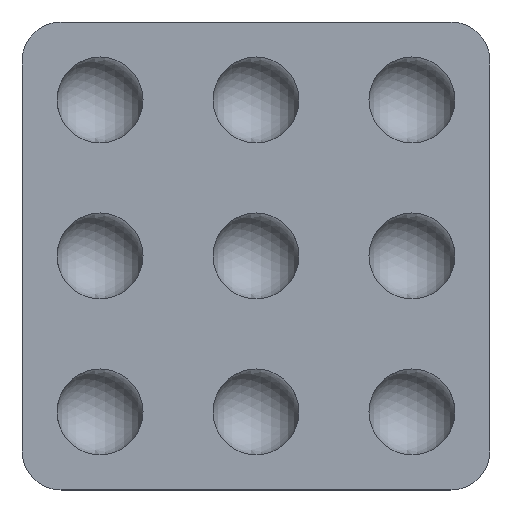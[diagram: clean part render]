
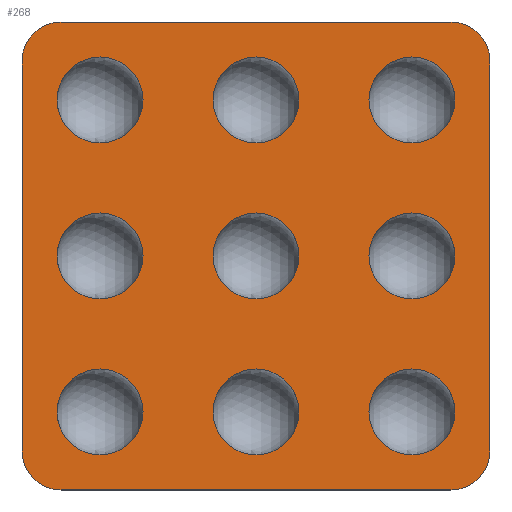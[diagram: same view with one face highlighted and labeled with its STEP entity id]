
A CAD part, top view. The second image highlights one B-rep face of the part: STEP entity #268.
In plain terms, the highlighted planar face has unit normal (0, 0, 1).
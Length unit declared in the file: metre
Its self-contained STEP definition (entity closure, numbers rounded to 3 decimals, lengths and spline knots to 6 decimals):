
#22=CIRCLE('',#295,0.00635);
#24=CIRCLE('',#299,0.00635);
#26=CIRCLE('',#303,0.00635);
#28=CIRCLE('',#307,0.00635);
#29=CIRCLE('',#309,0.007);
#30=CIRCLE('',#310,0.007);
#31=CIRCLE('',#311,0.007);
#32=CIRCLE('',#312,0.007);
#33=CIRCLE('',#313,0.007);
#34=CIRCLE('',#314,0.007);
#35=CIRCLE('',#315,0.007);
#36=CIRCLE('',#316,0.007);
#37=CIRCLE('',#317,0.007);
#74=ORIENTED_EDGE('',*,*,#132,.F.);
#75=ORIENTED_EDGE('',*,*,#133,.F.);
#76=ORIENTED_EDGE('',*,*,#134,.F.);
#77=ORIENTED_EDGE('',*,*,#135,.F.);
#78=ORIENTED_EDGE('',*,*,#136,.F.);
#79=ORIENTED_EDGE('',*,*,#137,.F.);
#80=ORIENTED_EDGE('',*,*,#138,.F.);
#81=ORIENTED_EDGE('',*,*,#139,.F.);
#82=ORIENTED_EDGE('',*,*,#140,.F.);
#83=ORIENTED_EDGE('',*,*,#110,.F.);
#84=ORIENTED_EDGE('',*,*,#114,.T.);
#85=ORIENTED_EDGE('',*,*,#117,.T.);
#86=ORIENTED_EDGE('',*,*,#120,.T.);
#87=ORIENTED_EDGE('',*,*,#123,.T.);
#88=ORIENTED_EDGE('',*,*,#126,.T.);
#89=ORIENTED_EDGE('',*,*,#129,.F.);
#90=ORIENTED_EDGE('',*,*,#131,.T.);
#110=EDGE_CURVE('',#143,#144,#168,.T.);
#114=EDGE_CURVE('',#143,#146,#22,.T.);
#117=EDGE_CURVE('',#146,#148,#173,.T.);
#120=EDGE_CURVE('',#148,#150,#24,.T.);
#123=EDGE_CURVE('',#150,#152,#177,.T.);
#126=EDGE_CURVE('',#152,#154,#26,.T.);
#129=EDGE_CURVE('',#156,#154,#181,.T.);
#131=EDGE_CURVE('',#156,#144,#28,.T.);
#132=EDGE_CURVE('',#157,#157,#29,.T.);
#133=EDGE_CURVE('',#158,#158,#30,.T.);
#134=EDGE_CURVE('',#159,#159,#31,.T.);
#135=EDGE_CURVE('',#160,#160,#32,.T.);
#136=EDGE_CURVE('',#161,#161,#33,.T.);
#137=EDGE_CURVE('',#162,#162,#34,.T.);
#138=EDGE_CURVE('',#163,#163,#35,.T.);
#139=EDGE_CURVE('',#164,#164,#36,.T.);
#140=EDGE_CURVE('',#165,#165,#37,.T.);
#143=VERTEX_POINT('',#424);
#144=VERTEX_POINT('',#426);
#146=VERTEX_POINT('',#432);
#148=VERTEX_POINT('',#438);
#150=VERTEX_POINT('',#444);
#152=VERTEX_POINT('',#450);
#154=VERTEX_POINT('',#456);
#156=VERTEX_POINT('',#462);
#157=VERTEX_POINT('',#469);
#158=VERTEX_POINT('',#471);
#159=VERTEX_POINT('',#473);
#160=VERTEX_POINT('',#475);
#161=VERTEX_POINT('',#477);
#162=VERTEX_POINT('',#479);
#163=VERTEX_POINT('',#481);
#164=VERTEX_POINT('',#483);
#165=VERTEX_POINT('',#485);
#168=LINE('',#425,#184);
#173=LINE('',#439,#189);
#177=LINE('',#451,#193);
#181=LINE('',#463,#197);
#184=VECTOR('',#334,1.);
#189=VECTOR('',#347,1.);
#193=VECTOR('',#359,1.);
#197=VECTOR('',#371,1.);
#206=EDGE_LOOP('',(#74));
#207=EDGE_LOOP('',(#75));
#208=EDGE_LOOP('',(#76));
#209=EDGE_LOOP('',(#77));
#210=EDGE_LOOP('',(#78));
#211=EDGE_LOOP('',(#79));
#212=EDGE_LOOP('',(#80));
#213=EDGE_LOOP('',(#81));
#214=EDGE_LOOP('',(#82));
#215=EDGE_LOOP('',(#83,#84,#85,#86,#87,#88,#89,#90));
#234=FACE_BOUND('',#206,.T.);
#235=FACE_BOUND('',#207,.T.);
#236=FACE_BOUND('',#208,.T.);
#237=FACE_BOUND('',#209,.T.);
#238=FACE_BOUND('',#210,.T.);
#239=FACE_BOUND('',#211,.T.);
#240=FACE_BOUND('',#212,.T.);
#241=FACE_BOUND('',#213,.T.);
#242=FACE_BOUND('',#214,.T.);
#243=FACE_BOUND('',#215,.T.);
#258=PLANE('',#308);
#268=ADVANCED_FACE('',(#234,#235,#236,#237,#238,#239,#240,#241,#242,#243),
#258,.T.);
#295=AXIS2_PLACEMENT_3D('',#433,#341,#342);
#299=AXIS2_PLACEMENT_3D('',#445,#353,#354);
#303=AXIS2_PLACEMENT_3D('',#457,#365,#366);
#307=AXIS2_PLACEMENT_3D('',#466,#376,#377);
#308=AXIS2_PLACEMENT_3D('',#467,#378,#379);
#309=AXIS2_PLACEMENT_3D('',#468,#380,#381);
#310=AXIS2_PLACEMENT_3D('',#470,#382,#383);
#311=AXIS2_PLACEMENT_3D('',#472,#384,#385);
#312=AXIS2_PLACEMENT_3D('',#474,#386,#387);
#313=AXIS2_PLACEMENT_3D('',#476,#388,#389);
#314=AXIS2_PLACEMENT_3D('',#478,#390,#391);
#315=AXIS2_PLACEMENT_3D('',#480,#392,#393);
#316=AXIS2_PLACEMENT_3D('',#482,#394,#395);
#317=AXIS2_PLACEMENT_3D('',#484,#396,#397);
#334=DIRECTION('',(0.,-1.,0.));
#341=DIRECTION('',(0.,0.,1.));
#342=DIRECTION('',(1.,0.,0.));
#347=DIRECTION('',(-1.,0.,0.));
#353=DIRECTION('',(0.,0.,1.));
#354=DIRECTION('',(1.,0.,0.));
#359=DIRECTION('',(0.,-1.,0.));
#365=DIRECTION('',(0.,0.,1.));
#366=DIRECTION('',(1.,0.,0.));
#371=DIRECTION('',(-1.,0.,0.));
#376=DIRECTION('',(0.,0.,1.));
#377=DIRECTION('',(1.,0.,0.));
#378=DIRECTION('',(0.,0.,1.));
#379=DIRECTION('',(1.,0.,0.));
#380=DIRECTION('',(0.,0.,1.));
#381=DIRECTION('',(1.,0.,0.));
#382=DIRECTION('',(0.,0.,1.));
#383=DIRECTION('',(1.,0.,0.));
#384=DIRECTION('',(0.,0.,1.));
#385=DIRECTION('',(1.,0.,0.));
#386=DIRECTION('',(0.,0.,1.));
#387=DIRECTION('',(1.,0.,0.));
#388=DIRECTION('',(0.,0.,1.));
#389=DIRECTION('',(1.,0.,0.));
#390=DIRECTION('',(0.,0.,1.));
#391=DIRECTION('',(1.,0.,0.));
#392=DIRECTION('',(0.,0.,1.));
#393=DIRECTION('',(1.,0.,0.));
#394=DIRECTION('',(0.,0.,1.));
#395=DIRECTION('',(1.,0.,0.));
#396=DIRECTION('',(0.,0.,1.));
#397=DIRECTION('',(1.,0.,0.));
#424=CARTESIAN_POINT('',(0.0381,0.03175,0.01));
#425=CARTESIAN_POINT('',(0.0381,0.,0.01));
#426=CARTESIAN_POINT('',(0.0381,-0.03175,0.01));
#432=CARTESIAN_POINT('',(0.03175,0.0381,0.01));
#433=CARTESIAN_POINT('',(0.03175,0.03175,0.01));
#438=CARTESIAN_POINT('',(-0.03175,0.0381,0.01));
#439=CARTESIAN_POINT('',(0.,0.0381,0.01));
#444=CARTESIAN_POINT('',(-0.0381,0.03175,0.01));
#445=CARTESIAN_POINT('',(-0.03175,0.03175,0.01));
#450=CARTESIAN_POINT('',(-0.0381,-0.03175,0.01));
#451=CARTESIAN_POINT('',(-0.0381,0.,0.01));
#456=CARTESIAN_POINT('',(-0.03175,-0.0381,0.01));
#457=CARTESIAN_POINT('',(-0.03175,-0.03175,0.01));
#462=CARTESIAN_POINT('',(0.03175,-0.0381,0.01));
#463=CARTESIAN_POINT('',(0.,-0.0381,0.01));
#466=CARTESIAN_POINT('',(0.03175,-0.03175,0.01));
#467=CARTESIAN_POINT('',(0.,0.,0.01));
#468=CARTESIAN_POINT('',(0.0254,-0.0254,0.01));
#469=CARTESIAN_POINT('',(0.0324,-0.0254,0.01));
#470=CARTESIAN_POINT('',(0.,-0.0254,0.01));
#471=CARTESIAN_POINT('',(0.007,-0.0254,0.01));
#472=CARTESIAN_POINT('',(-0.0254,-0.0254,0.01));
#473=CARTESIAN_POINT('',(-0.0184,-0.0254,0.01));
#474=CARTESIAN_POINT('',(0.0254,0.,0.01));
#475=CARTESIAN_POINT('',(0.0324,0.,0.01));
#476=CARTESIAN_POINT('',(0.,0.,0.01));
#477=CARTESIAN_POINT('',(0.007,0.,0.01));
#478=CARTESIAN_POINT('',(-0.0254,0.,0.01));
#479=CARTESIAN_POINT('',(-0.0184,0.,0.01));
#480=CARTESIAN_POINT('',(0.0254,0.0254,0.01));
#481=CARTESIAN_POINT('',(0.0324,0.0254,0.01));
#482=CARTESIAN_POINT('',(0.,0.0254,0.01));
#483=CARTESIAN_POINT('',(0.007,0.0254,0.01));
#484=CARTESIAN_POINT('',(-0.0254,0.0254,0.01));
#485=CARTESIAN_POINT('',(-0.0184,0.0254,0.01));
